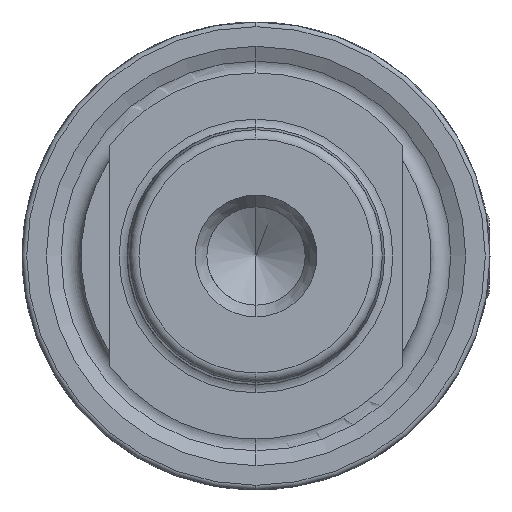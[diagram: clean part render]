
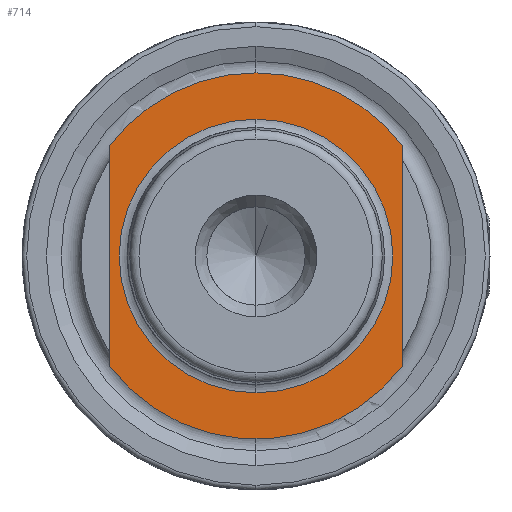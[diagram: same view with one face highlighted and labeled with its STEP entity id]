
A CAD part, left-side view. The second image highlights one B-rep face of the part: STEP entity #714.
In plain terms, the highlighted planar face has unit normal (-1, 0, 0).
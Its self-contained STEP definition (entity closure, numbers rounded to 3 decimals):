
#714 = ADVANCED_FACE ( 'NONE', ( #5740, #5753 ), #9244, .F. ) ;
#2026 = ORIENTED_EDGE ( 'NONE', *, *, #3881, .F. ) ;
#2457 = ORIENTED_EDGE ( 'NONE', *, *, #11793, .T. ) ;
#2471 = ORIENTED_EDGE ( 'NONE', *, *, #11795, .T. ) ;
#2481 = ORIENTED_EDGE ( 'NONE', *, *, #11796, .T. ) ;
#2555 = ORIENTED_EDGE ( 'NONE', *, *, #11797, .F. ) ;
#2691 = ORIENTED_EDGE ( 'NONE', *, *, #3848, .T. ) ;
#2697 = ORIENTED_EDGE ( 'NONE', *, *, #11794, .T. ) ;
#3848 = EDGE_CURVE ( 'NONE', #15468, #15728, #17639, .T. ) ;
#3881 = EDGE_CURVE ( 'NONE', #15812, #15587, #17720, .T. ) ;
#5740 = FACE_BOUND ( 'NONE', #6648, .T. ) ;
#5753 = FACE_OUTER_BOUND ( 'NONE', #6855, .T. ) ;
#6648 = EDGE_LOOP ( 'NONE', ( #2555, #2026 ) ) ;
#6855 = EDGE_LOOP ( 'NONE', ( #2481, #2471, #2697, #2691, #2457 ) ) ;
#8317 = CIRCLE ( 'NONE', #11174, 7.825 ) ;
#8319 = LINE ( 'NONE', #21241, #8321 ) ;
#8320 = CIRCLE ( 'NONE', #11175, 7.825 ) ;
#8321 = VECTOR ( 'NONE', #21242, 1000. ) ;
#8322 = LINE ( 'NONE', #21246, #8324 ) ;
#8323 = CIRCLE ( 'NONE', #11176, 5.85 ) ;
#8324 = VECTOR ( 'NONE', #21247, 1000. ) ;
#9238 = DIRECTION ( 'NONE',  ( 1., 0., 0. ) ) ;
#9244 = PLANE ( 'NONE',  #17971 ) ;
#9251 = CARTESIAN_POINT ( 'NONE',  ( 9.05, 0., 5.85 ) ) ;
#10460 = CARTESIAN_POINT ( 'NONE',  ( 9.05, 0., 0. ) ) ;
#10461 = DIRECTION ( 'NONE',  ( -1., 0., 0. ) ) ;
#10462 = DIRECTION ( 'NONE',  ( 0., 0., 1. ) ) ;
#10717 = DIRECTION ( 'NONE',  ( 0., 0., -1. ) ) ;
#11174 = AXIS2_PLACEMENT_3D ( 'NONE', #21248, #21249, #21250 ) ;
#11175 = AXIS2_PLACEMENT_3D ( 'NONE', #21251, #21252, #21253 ) ;
#11176 = AXIS2_PLACEMENT_3D ( 'NONE', #21254, #21255, #21256 ) ;
#11793 = EDGE_CURVE ( 'NONE', #15728, #15521, #8317, .T. ) ;
#11794 = EDGE_CURVE ( 'NONE', #15655, #15468, #8319, .T. ) ;
#11795 = EDGE_CURVE ( 'NONE', #15691, #15655, #8320, .T. ) ;
#11796 = EDGE_CURVE ( 'NONE', #15521, #15691, #8322, .T. ) ;
#11797 = EDGE_CURVE ( 'NONE', #15587, #15812, #8323, .T. ) ;
#12990 = CARTESIAN_POINT ( 'NONE',  ( 9.05, -6.25, 4.708 ) ) ;
#13018 = CARTESIAN_POINT ( 'NONE',  ( 9.05, 6.25, 4.708 ) ) ;
#13037 = CARTESIAN_POINT ( 'NONE',  ( 9.05, 0., 5.85 ) ) ;
#13061 = CARTESIAN_POINT ( 'NONE',  ( 9.05, -6.25, -4.708 ) ) ;
#13093 = CARTESIAN_POINT ( 'NONE',  ( 9.05, 6.25, -4.708 ) ) ;
#13097 = CARTESIAN_POINT ( 'NONE',  ( 9.05, 0., 7.825 ) ) ;
#13121 = CARTESIAN_POINT ( 'NONE',  ( 9.05, 0., -5.85 ) ) ;
#15468 = VERTEX_POINT ( 'NONE', #12990 ) ;
#15521 = VERTEX_POINT ( 'NONE', #13018 ) ;
#15587 = VERTEX_POINT ( 'NONE', #13037 ) ;
#15655 = VERTEX_POINT ( 'NONE', #13061 ) ;
#15691 = VERTEX_POINT ( 'NONE', #13093 ) ;
#15728 = VERTEX_POINT ( 'NONE', #13097 ) ;
#15812 = VERTEX_POINT ( 'NONE', #13121 ) ;
#17639 = CIRCLE ( 'NONE', #18230, 7.825 ) ;
#17720 = CIRCLE ( 'NONE', #18247, 5.85 ) ;
#17971 = AXIS2_PLACEMENT_3D ( 'NONE', #9251, #9238, #10717 ) ;
#18230 = AXIS2_PLACEMENT_3D ( 'NONE', #10460, #10461, #10462 ) ;
#18247 = AXIS2_PLACEMENT_3D ( 'NONE', #21406, #21407, #21408 ) ;
#21241 = CARTESIAN_POINT ( 'NONE',  ( 9.05, -6.25, -4.708 ) ) ;
#21242 = DIRECTION ( 'NONE',  ( 0., 0., 1. ) ) ;
#21246 = CARTESIAN_POINT ( 'NONE',  ( 9.05, 6.25, -4.708 ) ) ;
#21247 = DIRECTION ( 'NONE',  ( 0., 0., -1. ) ) ;
#21248 = CARTESIAN_POINT ( 'NONE',  ( 9.05, 0., 0. ) ) ;
#21249 = DIRECTION ( 'NONE',  ( -1., 0., 0. ) ) ;
#21250 = DIRECTION ( 'NONE',  ( 0., 0., 1. ) ) ;
#21251 = CARTESIAN_POINT ( 'NONE',  ( 9.05, 0., 0. ) ) ;
#21252 = DIRECTION ( 'NONE',  ( -1., 0., 0. ) ) ;
#21253 = DIRECTION ( 'NONE',  ( 0., 0., 1. ) ) ;
#21254 = CARTESIAN_POINT ( 'NONE',  ( 9.05, 0., 0. ) ) ;
#21255 = DIRECTION ( 'NONE',  ( -1., 0., 0. ) ) ;
#21256 = DIRECTION ( 'NONE',  ( 0., 0., 1. ) ) ;
#21406 = CARTESIAN_POINT ( 'NONE',  ( 9.05, 0., 0. ) ) ;
#21407 = DIRECTION ( 'NONE',  ( -1., 0., 0. ) ) ;
#21408 = DIRECTION ( 'NONE',  ( 0., 0., 1. ) ) ;
